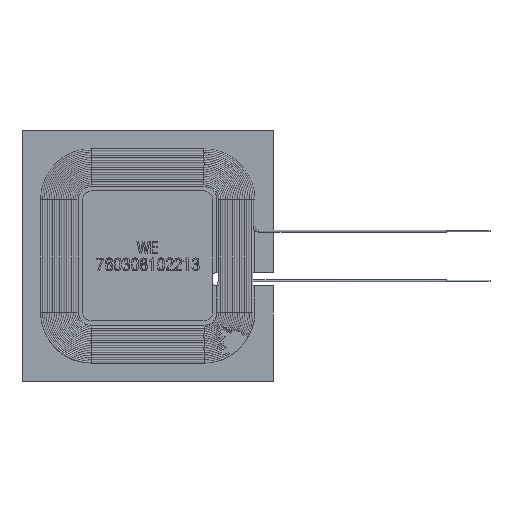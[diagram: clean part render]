
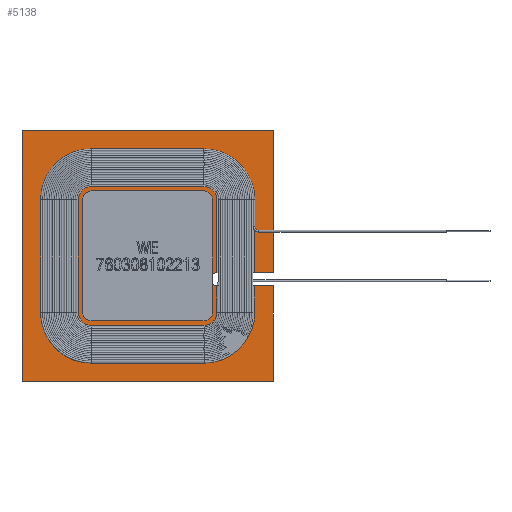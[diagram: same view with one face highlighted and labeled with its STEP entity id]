
A CAD part, top view. The second image highlights one B-rep face of the part: STEP entity #5138.
In plain terms, the highlighted planar face has unit normal (0, 0, 1).
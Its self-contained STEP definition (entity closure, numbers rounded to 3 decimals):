
#492=CIRCLE('',#6881,0.75);
#745=ORIENTED_EDGE('',*,*,#2090,.F.);
#746=ORIENTED_EDGE('',*,*,#2091,.F.);
#747=ORIENTED_EDGE('',*,*,#2071,.F.);
#748=ORIENTED_EDGE('',*,*,#2085,.F.);
#749=ORIENTED_EDGE('',*,*,#2082,.F.);
#750=ORIENTED_EDGE('',*,*,#2079,.F.);
#751=ORIENTED_EDGE('',*,*,#2077,.F.);
#752=ORIENTED_EDGE('',*,*,#2092,.F.);
#2071=EDGE_CURVE('',#2748,#2749,#3265,.T.);
#2077=EDGE_CURVE('',#2754,#2755,#3271,.T.);
#2079=EDGE_CURVE('',#2755,#2756,#3273,.T.);
#2082=EDGE_CURVE('',#2756,#2758,#3276,.T.);
#2085=EDGE_CURVE('',#2758,#2748,#3279,.T.);
#2090=EDGE_CURVE('',#2762,#2763,#492,.T.);
#2091=EDGE_CURVE('',#2749,#2762,#3283,.T.);
#2092=EDGE_CURVE('',#2763,#2754,#3284,.T.);
#2748=VERTEX_POINT('',#8843);
#2749=VERTEX_POINT('',#8844);
#2754=VERTEX_POINT('',#8855);
#2755=VERTEX_POINT('',#8857);
#2756=VERTEX_POINT('',#8861);
#2758=VERTEX_POINT('',#8867);
#2762=VERTEX_POINT('',#8882);
#2763=VERTEX_POINT('',#8883);
#3265=LINE('',#8842,#3529);
#3271=LINE('',#8856,#3535);
#3273=LINE('',#8860,#3537);
#3276=LINE('',#8866,#3540);
#3279=LINE('',#8872,#3543);
#3283=LINE('',#8884,#3547);
#3284=LINE('',#8885,#3548);
#3529=VECTOR('',#7444,1000.);
#3535=VECTOR('',#7452,1000.);
#3537=VECTOR('',#7456,1000.);
#3540=VECTOR('',#7461,1000.);
#3543=VECTOR('',#7466,1000.);
#3547=VECTOR('',#7478,1000.);
#3548=VECTOR('',#7479,1000.);
#3799=EDGE_LOOP('',(#745,#746,#747,#748,#749,#750,#751,#752));
#4391=FACE_BOUND('',#3799,.T.);
#4983=PLANE('',#6880);
#5138=ADVANCED_FACE('',(#4391),#4983,.F.);
#6880=AXIS2_PLACEMENT_3D('',#8880,#7474,#7475);
#6881=AXIS2_PLACEMENT_3D('',#8881,#7476,#7477);
#7444=DIRECTION('',(0.,-1.,0.));
#7452=DIRECTION('',(0.,-1.,0.));
#7456=DIRECTION('',(-1.,0.,0.));
#7461=DIRECTION('',(0.,1.,0.));
#7466=DIRECTION('',(1.,0.,0.));
#7474=DIRECTION('',(0.,0.,-1.));
#7475=DIRECTION('',(-1.,0.,0.));
#7476=DIRECTION('',(0.,0.,1.));
#7477=DIRECTION('',(1.,0.,0.));
#7478=DIRECTION('',(-1.,0.,0.));
#7479=DIRECTION('',(1.,0.,0.));
#8842=CARTESIAN_POINT('',(14.5,14.5,0.));
#8843=CARTESIAN_POINT('',(14.5,14.5,0.));
#8844=CARTESIAN_POINT('',(14.5,-1.93,0.));
#8855=CARTESIAN_POINT('',(14.5,-3.43,0.));
#8856=CARTESIAN_POINT('',(14.5,14.5,0.));
#8857=CARTESIAN_POINT('',(14.5,-14.5,0.));
#8860=CARTESIAN_POINT('',(14.5,-14.5,0.));
#8861=CARTESIAN_POINT('',(-14.5,-14.5,0.));
#8866=CARTESIAN_POINT('',(-14.5,-14.5,0.));
#8867=CARTESIAN_POINT('',(-14.5,14.5,0.));
#8872=CARTESIAN_POINT('',(-14.5,14.5,0.));
#8880=CARTESIAN_POINT('',(0.,0.,0.));
#8881=CARTESIAN_POINT('',(8.,-2.68,0.));
#8882=CARTESIAN_POINT('',(8.,-1.93,0.));
#8883=CARTESIAN_POINT('',(8.,-3.43,0.));
#8884=CARTESIAN_POINT('',(14.5,-1.93,0.));
#8885=CARTESIAN_POINT('',(8.,-3.43,0.));
